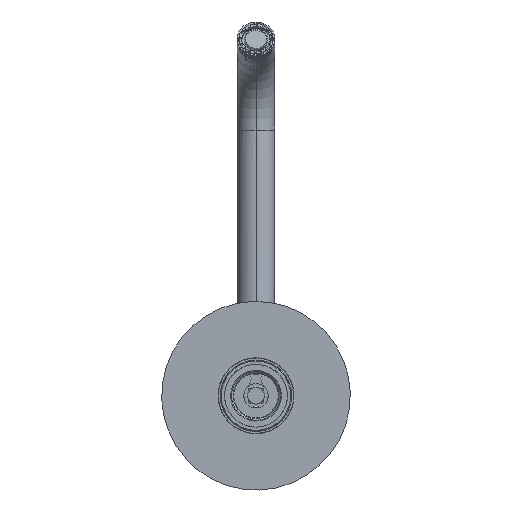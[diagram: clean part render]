
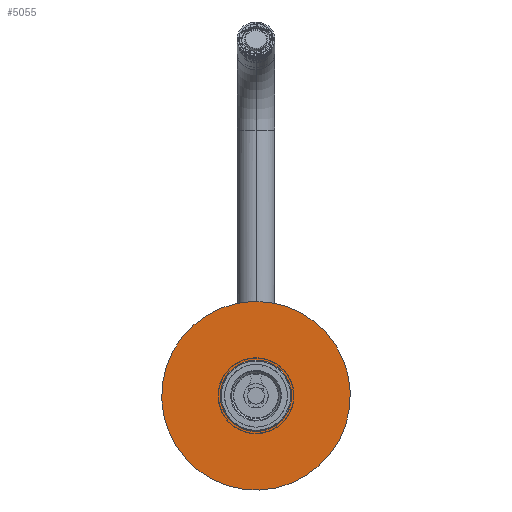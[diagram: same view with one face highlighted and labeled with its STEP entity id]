
A CAD part, front view. The second image highlights one B-rep face of the part: STEP entity #5055.
In plain terms, the highlighted planar face has unit normal (0, -1, 0).
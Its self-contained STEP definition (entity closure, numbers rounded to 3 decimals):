
#483 = DIRECTION ( 'NONE',  ( 0., 0., -1. ) ) ;
#618 = CARTESIAN_POINT ( 'NONE',  ( 0., 0., 22.75 ) ) ;
#667 = FACE_OUTER_BOUND ( 'NONE', #5076, .T. ) ;
#746 = CARTESIAN_POINT ( 'NONE',  ( 0., 0., 0. ) ) ;
#768 = EDGE_CURVE ( 'NONE', #3736, #7503, #7243, .T. ) ;
#974 = DIRECTION ( 'NONE',  ( 0., 0., -1. ) ) ;
#1414 = FACE_BOUND ( 'NONE', #2335, .T. ) ;
#1551 = DIRECTION ( 'NONE',  ( 0., 0., -1. ) ) ;
#1938 = EDGE_CURVE ( 'NONE', #5624, #5138, #8822, .T. ) ;
#1988 = DIRECTION ( 'NONE',  ( 0., 0., -1. ) ) ;
#2079 = CARTESIAN_POINT ( 'NONE',  ( 0., 0., 0. ) ) ;
#2335 = EDGE_LOOP ( 'NONE', ( #8618, #4935 ) ) ;
#2373 = CARTESIAN_POINT ( 'NONE',  ( 0., 0., -60. ) ) ;
#2440 = CARTESIAN_POINT ( 'NONE',  ( 0., 0., 60. ) ) ;
#2669 = DIRECTION ( 'NONE',  ( 0., -1., 0. ) ) ;
#2713 = EDGE_CURVE ( 'NONE', #7503, #3736, #6281, .T. ) ;
#3133 = AXIS2_PLACEMENT_3D ( 'NONE', #2079, #5829, #1988 ) ;
#3736 = VERTEX_POINT ( 'NONE', #2440 ) ;
#3935 = DIRECTION ( 'NONE',  ( 0., -1., 0. ) ) ;
#3959 = ORIENTED_EDGE ( 'NONE', *, *, #2713, .T. ) ;
#3965 = CIRCLE ( 'NONE', #6180, 22.75 ) ;
#4359 = DIRECTION ( 'NONE',  ( 0., 0., -1. ) ) ;
#4935 = ORIENTED_EDGE ( 'NONE', *, *, #9538, .F. ) ;
#5055 = ADVANCED_FACE ( 'NONE', ( #1414, #667 ), #8915, .T. ) ;
#5076 = EDGE_LOOP ( 'NONE', ( #3959, #8794 ) ) ;
#5138 = VERTEX_POINT ( 'NONE', #618 ) ;
#5197 = DIRECTION ( 'NONE',  ( 0., -1., 0. ) ) ;
#5624 = VERTEX_POINT ( 'NONE', #9492 ) ;
#5829 = DIRECTION ( 'NONE',  ( 0., -1., 0. ) ) ;
#6180 = AXIS2_PLACEMENT_3D ( 'NONE', #9268, #3935, #974 ) ;
#6281 = CIRCLE ( 'NONE', #7244, 60. ) ;
#6793 = DIRECTION ( 'NONE',  ( 0., -1., 0. ) ) ;
#7243 = CIRCLE ( 'NONE', #3133, 60. ) ;
#7244 = AXIS2_PLACEMENT_3D ( 'NONE', #746, #6793, #1551 ) ;
#7503 = VERTEX_POINT ( 'NONE', #2373 ) ;
#8093 = CARTESIAN_POINT ( 'NONE',  ( 0., 0., 0. ) ) ;
#8618 = ORIENTED_EDGE ( 'NONE', *, *, #1938, .F. ) ;
#8794 = ORIENTED_EDGE ( 'NONE', *, *, #768, .T. ) ;
#8822 = CIRCLE ( 'NONE', #9757, 22.75 ) ;
#8915 = PLANE ( 'NONE',  #9071 ) ;
#9071 = AXIS2_PLACEMENT_3D ( 'NONE', #9556, #5197, #4359 ) ;
#9268 = CARTESIAN_POINT ( 'NONE',  ( 0., 0., 0. ) ) ;
#9492 = CARTESIAN_POINT ( 'NONE',  ( 0., 0., -22.75 ) ) ;
#9538 = EDGE_CURVE ( 'NONE', #5138, #5624, #3965, .T. ) ;
#9556 = CARTESIAN_POINT ( 'NONE',  ( 0., 0., 0. ) ) ;
#9757 = AXIS2_PLACEMENT_3D ( 'NONE', #8093, #2669, #483 ) ;
